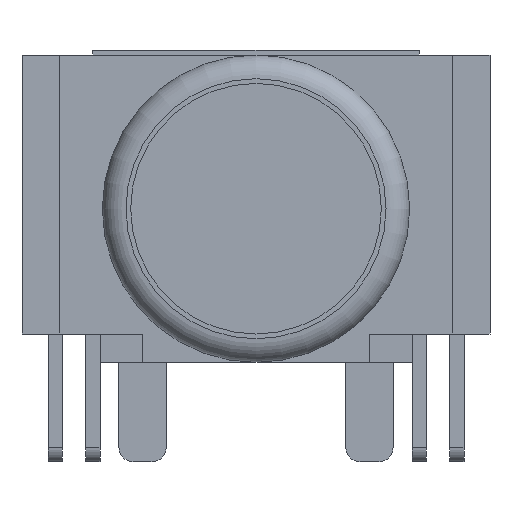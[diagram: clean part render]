
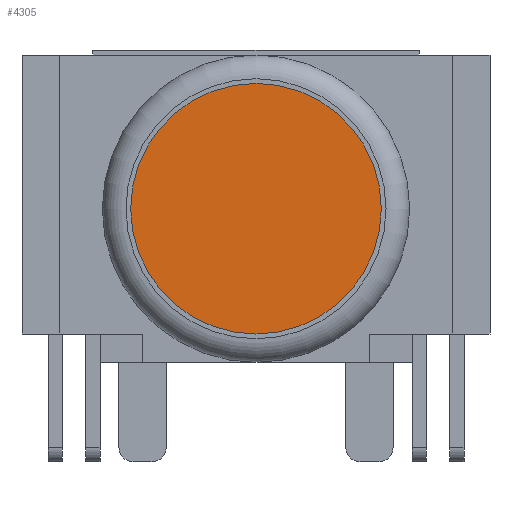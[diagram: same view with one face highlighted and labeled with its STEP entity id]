
A CAD part, front view. The second image highlights one B-rep face of the part: STEP entity #4305.
In plain terms, the highlighted planar face has unit normal (0, -1, 0).
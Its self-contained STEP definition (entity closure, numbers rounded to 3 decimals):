
#848=ORIENTED_EDGE('',*,*,#1754,.T.);
#1754=EDGE_CURVE('',#2207,#2207,#2508,.T.);
#2207=VERTEX_POINT('',#5575);
#2508=CIRCLE('',#4486,2.65);
#2563=EDGE_LOOP('',(#848));
#2755=FACE_BOUND('',#2563,.T.);
#2947=PLANE('',#4485);
#4305=ADVANCED_FACE('',(#2755),#2947,.T.);
#4485=AXIS2_PLACEMENT_3D('',#5573,#4716,#4717);
#4486=AXIS2_PLACEMENT_3D('',#5574,#4718,#4719);
#4716=DIRECTION('',(0.,-1.,0.));
#4717=DIRECTION('',(1.,0.,0.));
#4718=DIRECTION('',(0.,-1.,0.));
#4719=DIRECTION('',(1.,0.,0.));
#5573=CARTESIAN_POINT('',(-4.15,0.,0.));
#5574=CARTESIAN_POINT('',(0.,0.,3.25));
#5575=CARTESIAN_POINT('',(2.65,0.,3.25));
